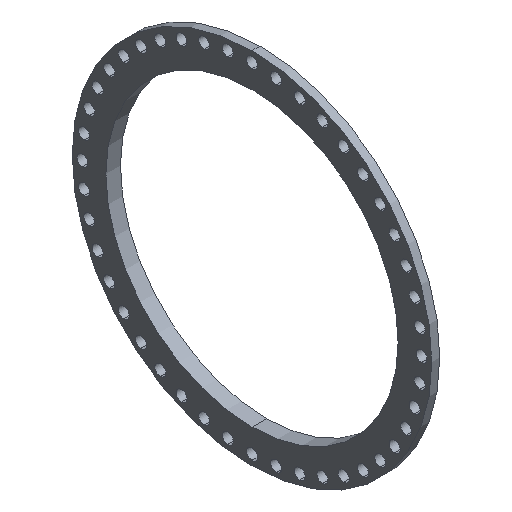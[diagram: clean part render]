
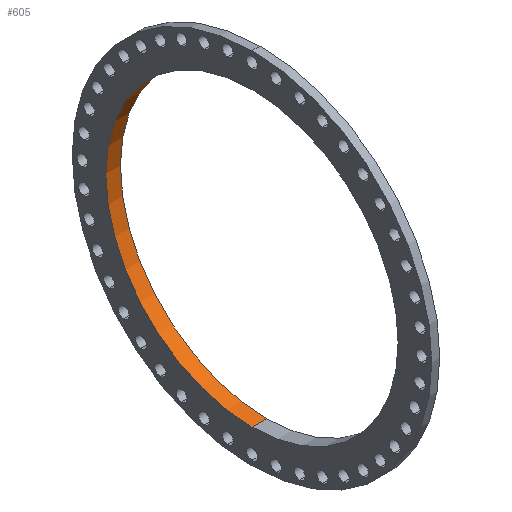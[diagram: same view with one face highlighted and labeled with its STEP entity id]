
A CAD part, isometric view. The second image highlights one B-rep face of the part: STEP entity #605.
In plain terms, the highlighted cylindrical face has radius 637.381 mm (diameter 1274.76 mm), a partial arc.
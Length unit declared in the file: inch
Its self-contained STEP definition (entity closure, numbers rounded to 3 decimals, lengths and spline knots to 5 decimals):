
#44 = LINE ( 'NONE', #1339, #447 ) ;
#45 = ORIENTED_EDGE ( 'NONE', *, *, #1549, .F. ) ;
#170 = DIRECTION ( 'NONE',  ( -1., 0., 0. ) ) ;
#303 = LINE ( 'NONE', #2561, #2734 ) ;
#368 = CARTESIAN_POINT ( 'NONE',  ( 2.36236, 0., -25.09375 ) ) ;
#447 = VECTOR ( 'NONE', #170, 39.37008 ) ;
#594 = VERTEX_POINT ( 'NONE', #368 ) ;
#605 = ADVANCED_FACE ( 'NONE', ( #1503 ), #2640, .F. ) ;
#661 = VERTEX_POINT ( 'NONE', #3285 ) ;
#693 = DIRECTION ( 'NONE',  ( 0., 0., 1. ) ) ;
#796 = CARTESIAN_POINT ( 'NONE',  ( 2.36236, 0., 25.09375 ) ) ;
#923 = EDGE_CURVE ( 'NONE', #661, #1548, #1133, .T. ) ;
#962 = DIRECTION ( 'NONE',  ( -1., 0., 0. ) ) ;
#1057 = CIRCLE ( 'NONE', #2999, 25.09375 ) ;
#1133 = CIRCLE ( 'NONE', #2066, 25.09375 ) ;
#1339 = CARTESIAN_POINT ( 'NONE',  ( 0., 0., -25.09375 ) ) ;
#1397 = CARTESIAN_POINT ( 'NONE',  ( -0.13764, 0., -25.09375 ) ) ;
#1450 = ORIENTED_EDGE ( 'NONE', *, *, #1721, .F. ) ;
#1503 = FACE_OUTER_BOUND ( 'NONE', #2544, .T. ) ;
#1516 = CARTESIAN_POINT ( 'NONE',  ( 0., 0., 0. ) ) ;
#1548 = VERTEX_POINT ( 'NONE', #1397 ) ;
#1549 = EDGE_CURVE ( 'NONE', #2465, #594, #1057, .T. ) ;
#1721 = EDGE_CURVE ( 'NONE', #594, #1548, #44, .T. ) ;
#1948 = DIRECTION ( 'NONE',  ( 0., 0., 1. ) ) ;
#1998 = CARTESIAN_POINT ( 'NONE',  ( -0.13764, 0., 0. ) ) ;
#2019 = DIRECTION ( 'NONE',  ( -1., 0., 0. ) ) ;
#2066 = AXIS2_PLACEMENT_3D ( 'NONE', #1998, #2019, #2567 ) ;
#2140 = ORIENTED_EDGE ( 'NONE', *, *, #3471, .T. ) ;
#2235 = DIRECTION ( 'NONE',  ( -1., 0., 0. ) ) ;
#2286 = ORIENTED_EDGE ( 'NONE', *, *, #923, .T. ) ;
#2465 = VERTEX_POINT ( 'NONE', #796 ) ;
#2544 = EDGE_LOOP ( 'NONE', ( #1450, #45, #2140, #2286 ) ) ;
#2561 = CARTESIAN_POINT ( 'NONE',  ( 0., 0., 25.09375 ) ) ;
#2567 = DIRECTION ( 'NONE',  ( 0., 0., 1. ) ) ;
#2640 = CYLINDRICAL_SURFACE ( 'NONE', #3251, 25.09375 ) ;
#2734 = VECTOR ( 'NONE', #2235, 39.37008 ) ;
#2784 = DIRECTION ( 'NONE',  ( -1., 0., 0. ) ) ;
#2999 = AXIS2_PLACEMENT_3D ( 'NONE', #3344, #2784, #1948 ) ;
#3251 = AXIS2_PLACEMENT_3D ( 'NONE', #1516, #962, #693 ) ;
#3285 = CARTESIAN_POINT ( 'NONE',  ( -0.13764, 0., 25.09375 ) ) ;
#3344 = CARTESIAN_POINT ( 'NONE',  ( 2.36236, 0., 0. ) ) ;
#3471 = EDGE_CURVE ( 'NONE', #2465, #661, #303, .T. ) ;
